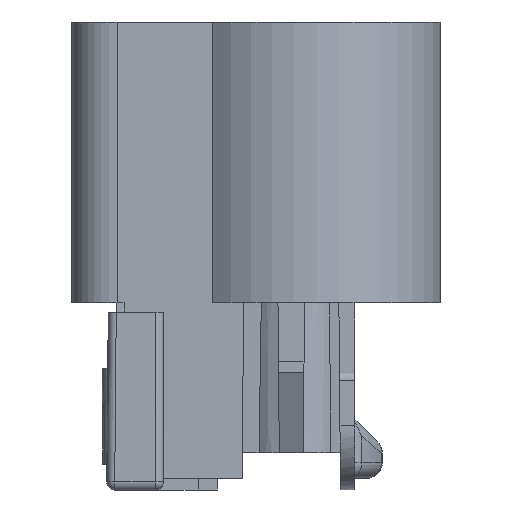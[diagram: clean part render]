
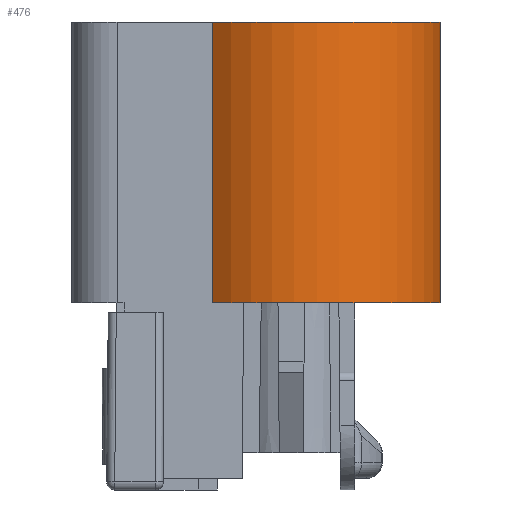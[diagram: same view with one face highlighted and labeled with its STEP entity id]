
A CAD part, left-side view. The second image highlights one B-rep face of the part: STEP entity #476.
In plain terms, the highlighted cylindrical face has radius 8.6 mm (diameter 17.2 mm), a partial arc.
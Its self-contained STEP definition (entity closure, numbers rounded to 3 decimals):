
#122=CYLINDRICAL_SURFACE('',#4349,8.6);
#189=CIRCLE('',#4142,8.6);
#246=CIRCLE('',#4348,8.6);
#476=ADVANCED_FACE('',(#833),#122,.T.);
#833=FACE_OUTER_BOUND('',#1060,.T.);
#1060=EDGE_LOOP('',(#2160,#2161,#2162,#2163));
#2160=ORIENTED_EDGE('',*,*,#2863,.F.);
#2161=ORIENTED_EDGE('',*,*,#3160,.T.);
#2162=ORIENTED_EDGE('',*,*,#3161,.F.);
#2163=ORIENTED_EDGE('',*,*,#2791,.F.);
#2364=VERTEX_POINT('',#5892);
#2365=VERTEX_POINT('',#5894);
#2411=VERTEX_POINT('',#6030);
#2590=VERTEX_POINT('',#6841);
#2791=EDGE_CURVE('',#2364,#2365,#189,.T.);
#2863=EDGE_CURVE('',#2411,#2364,#3391,.T.);
#3160=EDGE_CURVE('',#2411,#2590,#246,.T.);
#3161=EDGE_CURVE('',#2365,#2590,#3595,.T.);
#3391=LINE('',#6031,#3825);
#3595=LINE('',#6842,#4029);
#3825=VECTOR('',#4836,1.);
#4029=VECTOR('',#5414,1.);
#4142=AXIS2_PLACEMENT_3D('',#5893,#4725,#4726);
#4348=AXIS2_PLACEMENT_3D('',#6840,#5412,#5413);
#4349=AXIS2_PLACEMENT_3D('',#6843,#5415,#5416);
#4725=DIRECTION('',(0.,0.,1.));
#4726=DIRECTION('',(0.,1.,0.));
#4836=DIRECTION('',(0.,0.,1.));
#5412=DIRECTION('',(0.,0.,1.));
#5413=DIRECTION('',(0.,1.,0.));
#5414=DIRECTION('',(0.,0.,-1.));
#5415=DIRECTION('',(0.,0.,-1.));
#5416=DIRECTION('',(-1.,0.,0.));
#5892=CARTESIAN_POINT('',(-9.702,5.662,6.7));
#5893=CARTESIAN_POINT('',(-3.229,0.,6.7));
#5894=CARTESIAN_POINT('',(-3.229,-8.6,6.7));
#6030=CARTESIAN_POINT('',(-9.702,5.662,-10.9));
#6031=CARTESIAN_POINT('',(-9.702,5.662,6.3));
#6840=CARTESIAN_POINT('',(-3.229,0.,-10.9));
#6841=CARTESIAN_POINT('',(-3.229,-8.6,-10.9));
#6842=CARTESIAN_POINT('',(-3.229,-8.6,6.3));
#6843=CARTESIAN_POINT('',(-3.229,0.,6.3));
